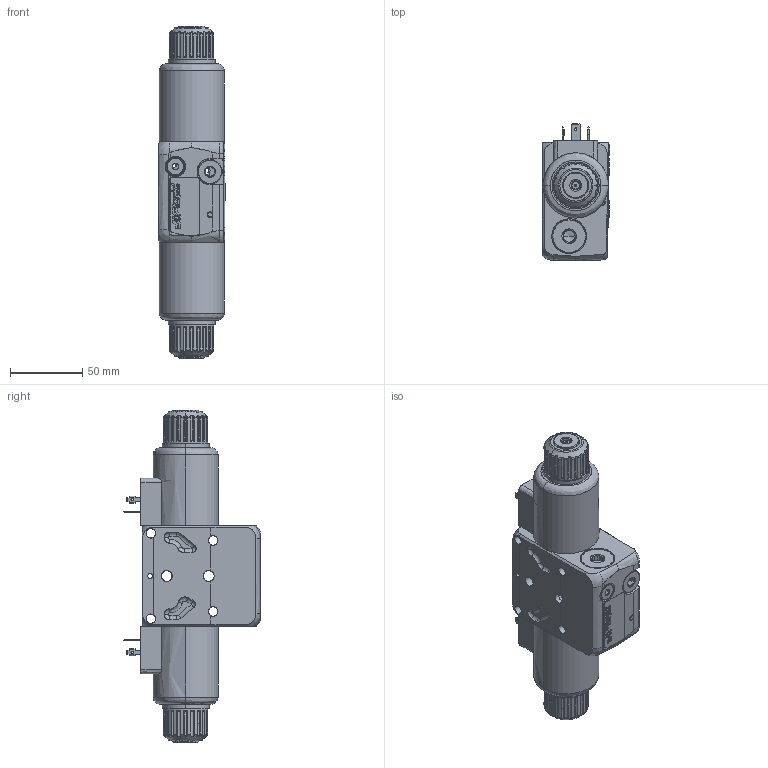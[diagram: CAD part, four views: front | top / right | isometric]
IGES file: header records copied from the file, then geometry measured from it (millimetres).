
Start section: SolidWorks IGES file using analytic representation for surfaces
Global section: file name: CDH3AE--C----S11.igs; native system: SolidWorks 2014; preprocessor: SolidWorks 2014; author: serviziopdm; date: 160126.142848; units: millimetre
Bounding box: 46.48 x 94.55 x 229.5 mm (x, y, z)
Surface area: 65805.1 mm2 (no closed solid volume)
Topology: 0 solids, 0 shells, 1351 faces, 17070 edges, 17040 vertices
Faces by surface type: bspline 785, revolution 566
